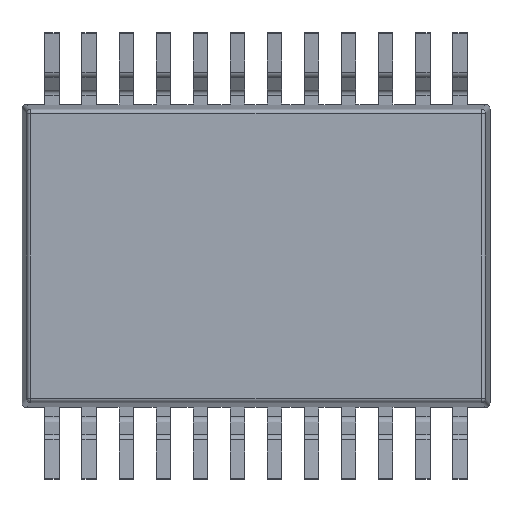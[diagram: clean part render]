
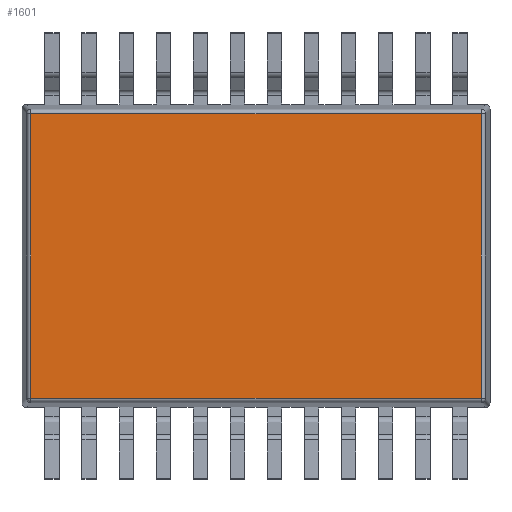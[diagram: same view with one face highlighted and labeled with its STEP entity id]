
A CAD part, front view. The second image highlights one B-rep face of the part: STEP entity #1601.
In plain terms, the highlighted planar face has unit normal (0, -1, 0).
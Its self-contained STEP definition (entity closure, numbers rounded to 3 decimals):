
#1601 = ADVANCED_FACE('',(#1602),#1636,.T.);
#1602 = FACE_BOUND('',#1603,.T.);
#1603 = EDGE_LOOP('',(#1604,#1614,#1622,#1630));
#1604 = ORIENTED_EDGE('',*,*,#1605,.T.);
#1605 = EDGE_CURVE('',#1606,#1608,#1610,.T.);
#1606 = VERTEX_POINT('',#1607);
#1607 = CARTESIAN_POINT('',(-3.946,0.025,2.496));
#1608 = VERTEX_POINT('',#1609);
#1609 = CARTESIAN_POINT('',(-3.946,0.025,-2.496));
#1610 = LINE('',#1611,#1612);
#1611 = CARTESIAN_POINT('',(-3.946,0.025,0.));
#1612 = VECTOR('',#1613,1.);
#1613 = DIRECTION('',(-0.,-0.,-1.));
#1614 = ORIENTED_EDGE('',*,*,#1615,.T.);
#1615 = EDGE_CURVE('',#1608,#1616,#1618,.T.);
#1616 = VERTEX_POINT('',#1617);
#1617 = CARTESIAN_POINT('',(3.946,0.025,-2.496));
#1618 = LINE('',#1619,#1620);
#1619 = CARTESIAN_POINT('',(-0.,0.025,-2.496));
#1620 = VECTOR('',#1621,1.);
#1621 = DIRECTION('',(1.,-0.,-0.));
#1622 = ORIENTED_EDGE('',*,*,#1623,.T.);
#1623 = EDGE_CURVE('',#1616,#1624,#1626,.T.);
#1624 = VERTEX_POINT('',#1625);
#1625 = CARTESIAN_POINT('',(3.946,0.025,2.496));
#1626 = LINE('',#1627,#1628);
#1627 = CARTESIAN_POINT('',(3.946,0.025,0.));
#1628 = VECTOR('',#1629,1.);
#1629 = DIRECTION('',(-0.,-0.,1.));
#1630 = ORIENTED_EDGE('',*,*,#1631,.T.);
#1631 = EDGE_CURVE('',#1624,#1606,#1632,.T.);
#1632 = LINE('',#1633,#1634);
#1633 = CARTESIAN_POINT('',(-0.,0.025,2.496));
#1634 = VECTOR('',#1635,1.);
#1635 = DIRECTION('',(-1.,-0.,-0.));
#1636 = PLANE('',#1637);
#1637 = AXIS2_PLACEMENT_3D('',#1638,#1639,#1640);
#1638 = CARTESIAN_POINT('',(0.,0.025,0.));
#1639 = DIRECTION('',(0.,-1.,0.));
#1640 = DIRECTION('',(0.,-0.,-1.));
